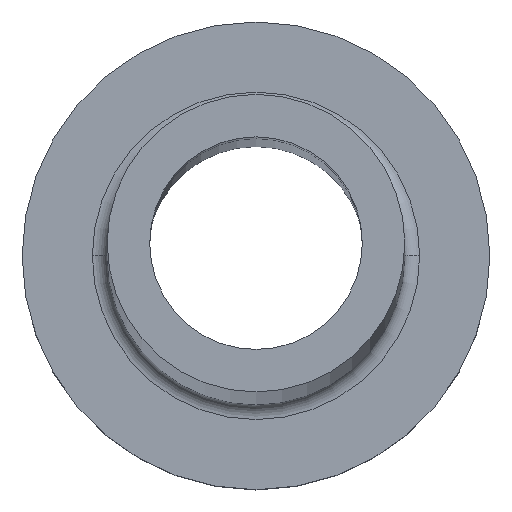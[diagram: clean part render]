
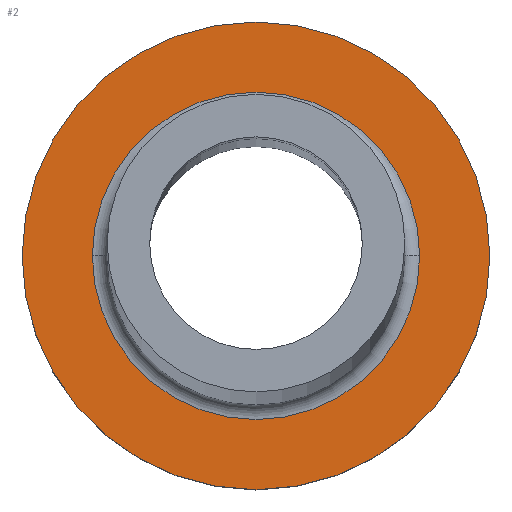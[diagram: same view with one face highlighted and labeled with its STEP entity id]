
A CAD part, top view. The second image highlights one B-rep face of the part: STEP entity #2.
In plain terms, the highlighted planar face has unit normal (0, 0, 1).
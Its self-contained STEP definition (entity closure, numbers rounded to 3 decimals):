
#2 = ADVANCED_FACE ( 'NONE', ( #141, #170 ), #108, .T. ) ;
#5 = CIRCLE ( 'NONE', #42, 7.7 ) ;
#8 = CARTESIAN_POINT ( 'NONE',  ( -7.7, 0., 7. ) ) ;
#42 = AXIS2_PLACEMENT_3D ( 'NONE', #431, #272, #68 ) ;
#68 = DIRECTION ( 'NONE',  ( 1., 0., 0. ) ) ;
#73 = VERTEX_POINT ( 'NONE', #8 ) ;
#81 = CARTESIAN_POINT ( 'NONE',  ( -11., 0., 7. ) ) ;
#85 = DIRECTION ( 'NONE',  ( 1., 0., 0. ) ) ;
#94 = EDGE_CURVE ( 'NONE', #441, #73, #5, .T. ) ;
#97 = CIRCLE ( 'NONE', #326, 7.7 ) ;
#108 = PLANE ( 'NONE',  #127 ) ;
#127 = AXIS2_PLACEMENT_3D ( 'NONE', #138, #347, #202 ) ;
#138 = CARTESIAN_POINT ( 'NONE',  ( 0., 0., 7. ) ) ;
#141 = FACE_BOUND ( 'NONE', #405, .T. ) ;
#166 = EDGE_CURVE ( 'NONE', #244, #377, #389, .T. ) ;
#167 = AXIS2_PLACEMENT_3D ( 'NONE', #379, #341, #233 ) ;
#170 = FACE_OUTER_BOUND ( 'NONE', #455, .T. ) ;
#175 = AXIS2_PLACEMENT_3D ( 'NONE', #184, #401, #327 ) ;
#184 = CARTESIAN_POINT ( 'NONE',  ( 0., 0., 7. ) ) ;
#196 = CARTESIAN_POINT ( 'NONE',  ( 11., 0., 7. ) ) ;
#202 = DIRECTION ( 'NONE',  ( 1., 0., 0. ) ) ;
#232 = CIRCLE ( 'NONE', #167, 11. ) ;
#233 = DIRECTION ( 'NONE',  ( 1., 0., 0. ) ) ;
#244 = VERTEX_POINT ( 'NONE', #81 ) ;
#272 = DIRECTION ( 'NONE',  ( 0., 0., -1. ) ) ;
#303 = CARTESIAN_POINT ( 'NONE',  ( 7.7, 0., 7. ) ) ;
#306 = CARTESIAN_POINT ( 'NONE',  ( 0., 0., 7. ) ) ;
#326 = AXIS2_PLACEMENT_3D ( 'NONE', #306, #338, #85 ) ;
#327 = DIRECTION ( 'NONE',  ( 1., 0., 0. ) ) ;
#336 = ORIENTED_EDGE ( 'NONE', *, *, #94, .T. ) ;
#338 = DIRECTION ( 'NONE',  ( 0., 0., -1. ) ) ;
#341 = DIRECTION ( 'NONE',  ( 0., 0., 1. ) ) ;
#347 = DIRECTION ( 'NONE',  ( 0., 0., 1. ) ) ;
#352 = ORIENTED_EDGE ( 'NONE', *, *, #362, .T. ) ;
#362 = EDGE_CURVE ( 'NONE', #73, #441, #97, .T. ) ;
#377 = VERTEX_POINT ( 'NONE', #196 ) ;
#379 = CARTESIAN_POINT ( 'NONE',  ( 0., 0., 7. ) ) ;
#389 = CIRCLE ( 'NONE', #175, 11. ) ;
#398 = ORIENTED_EDGE ( 'NONE', *, *, #166, .T. ) ;
#401 = DIRECTION ( 'NONE',  ( 0., 0., 1. ) ) ;
#405 = EDGE_LOOP ( 'NONE', ( #336, #352 ) ) ;
#417 = EDGE_CURVE ( 'NONE', #377, #244, #232, .T. ) ;
#431 = CARTESIAN_POINT ( 'NONE',  ( 0., 0., 7. ) ) ;
#439 = ORIENTED_EDGE ( 'NONE', *, *, #417, .T. ) ;
#441 = VERTEX_POINT ( 'NONE', #303 ) ;
#455 = EDGE_LOOP ( 'NONE', ( #398, #439 ) ) ;
